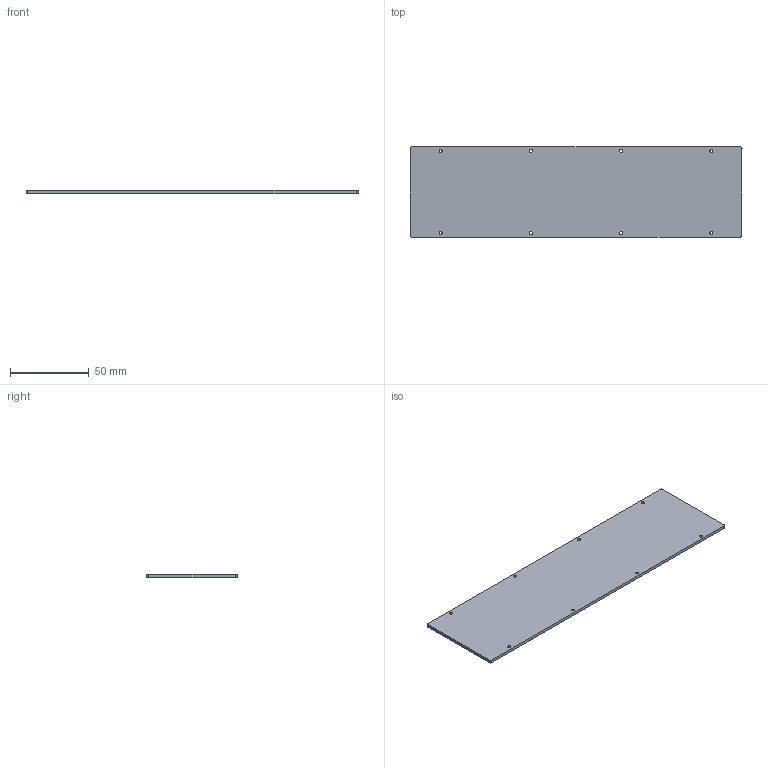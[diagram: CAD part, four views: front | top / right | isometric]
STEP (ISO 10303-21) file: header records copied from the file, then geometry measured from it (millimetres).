
FILE_DESCRIPTION(/* description */ (''),/* implementation_level */ '2;1');
FILE_NAME(/* name */ '010_plate v1.step',/* time_stamp */ '2022-08-05T02:10:49+09:00',/* author */ (''),/* organization */ (''),/* preprocessor_version */ 'ST-DEVELOPER v19',/* originating_system */ 'Autodesk Translation Framework v11.7.0.108',/* authorisation */ '');
FILE_SCHEMA (('AUTOMOTIVE_DESIGN { 1 0 10303 214 3 1 1 }'));
Length unit declared in the file: millimetre
Products named in the file (1): keyboard_010 PCB
Bounding box: 210.25 x 57.15 x 2 mm (x, y, z)
Volume: 23968.7 mm3; surface area: 25129.8 mm2
Topology: 1 solids, 1 shells, 26 faces, 67 edges, 43 vertices
Faces by surface type: cylinder 12, cone 8, plane 6
Full cylindrical faces by diameter (mm): 2 x8
Entity records: 875 total; most frequent: DIRECTION 153, CARTESIAN_POINT 137, ORIENTED_EDGE 134, EDGE_CURVE 67, AXIS2_PLACEMENT_3D 59, VERTEX_POINT 43, EDGE_LOOP 42, LINE 35
